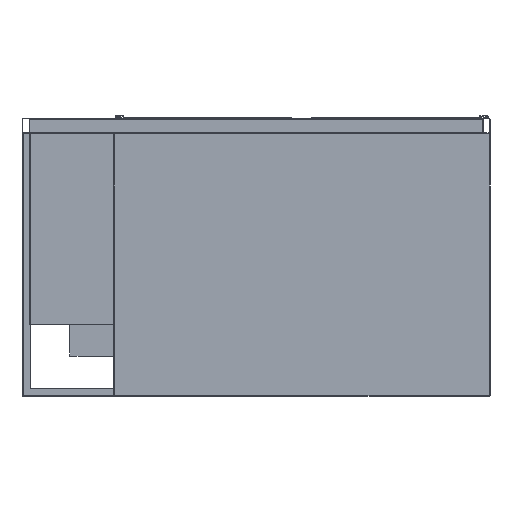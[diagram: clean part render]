
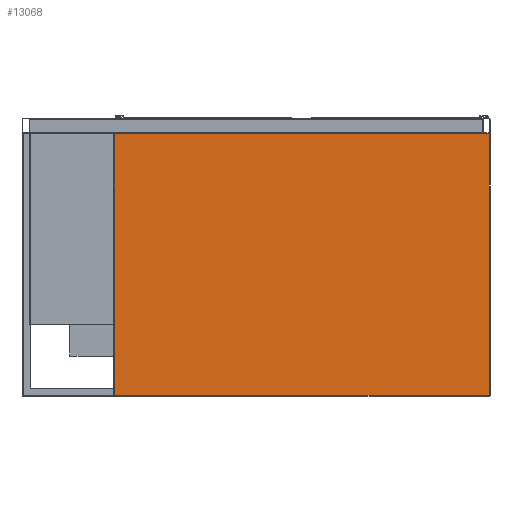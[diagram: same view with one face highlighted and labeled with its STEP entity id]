
A CAD part, front view. The second image highlights one B-rep face of the part: STEP entity #13068.
In plain terms, the highlighted planar face has unit normal (0, -1, 0).
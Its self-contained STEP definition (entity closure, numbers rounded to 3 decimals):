
#493 = DIRECTION ( 'NONE',  ( 1., 0., 0. ) ) ;
#747 = EDGE_CURVE ( 'NONE', #6523, #2434, #10679, .T. ) ;
#1812 = CARTESIAN_POINT ( 'NONE',  ( 513., -325., -760. ) ) ;
#2434 = VERTEX_POINT ( 'NONE', #13637 ) ;
#3263 = DIRECTION ( 'NONE',  ( 0., 0., -1. ) ) ;
#3287 = DIRECTION ( 'NONE',  ( -1., 0., 0. ) ) ;
#3384 = CARTESIAN_POINT ( 'NONE',  ( -515., -325., -758. ) ) ;
#5169 = LINE ( 'NONE', #3384, #18643 ) ;
#5295 = CARTESIAN_POINT ( 'NONE',  ( -513., -325., -758. ) ) ;
#6366 = LINE ( 'NONE', #7306, #9433 ) ;
#6523 = VERTEX_POINT ( 'NONE', #10582 ) ;
#7306 = CARTESIAN_POINT ( 'NONE',  ( -515., -325., -42. ) ) ;
#7654 = CARTESIAN_POINT ( 'NONE',  ( -515., -325., -760. ) ) ;
#8552 = CARTESIAN_POINT ( 'NONE',  ( -513., -325., -42. ) ) ;
#9433 = VECTOR ( 'NONE', #3287, 1000. ) ;
#9785 = CARTESIAN_POINT ( 'NONE',  ( -513., -325., -760. ) ) ;
#9967 = LINE ( 'NONE', #9785, #12613 ) ;
#10445 = VERTEX_POINT ( 'NONE', #5295 ) ;
#10582 = CARTESIAN_POINT ( 'NONE',  ( 513., -325., -758. ) ) ;
#10679 = LINE ( 'NONE', #1812, #11954 ) ;
#10872 = DIRECTION ( 'NONE',  ( 0., 0., 1. ) ) ;
#11068 = EDGE_LOOP ( 'NONE', ( #11629, #15528, #12882, #12746 ) ) ;
#11629 = ORIENTED_EDGE ( 'NONE', *, *, #12433, .T. ) ;
#11954 = VECTOR ( 'NONE', #10872, 1000. ) ;
#11984 = AXIS2_PLACEMENT_3D ( 'NONE', #7654, #13723, #3263 ) ;
#12433 = EDGE_CURVE ( 'NONE', #2434, #18329, #6366, .T. ) ;
#12613 = VECTOR ( 'NONE', #17544, 1000. ) ;
#12670 = EDGE_CURVE ( 'NONE', #18329, #10445, #9967, .T. ) ;
#12746 = ORIENTED_EDGE ( 'NONE', *, *, #747, .T. ) ;
#12882 = ORIENTED_EDGE ( 'NONE', *, *, #18181, .T. ) ;
#13068 = ADVANCED_FACE ( 'Fl�che8', ( #15234 ), #15134, .T. ) ;
#13637 = CARTESIAN_POINT ( 'NONE',  ( 513., -325., -42. ) ) ;
#13723 = DIRECTION ( 'NONE',  ( 0., -1., 0. ) ) ;
#15134 = PLANE ( 'NONE',  #11984 ) ;
#15234 = FACE_OUTER_BOUND ( 'NONE', #11068, .T. ) ;
#15528 = ORIENTED_EDGE ( 'NONE', *, *, #12670, .T. ) ;
#17544 = DIRECTION ( 'NONE',  ( 0., 0., -1. ) ) ;
#18181 = EDGE_CURVE ( 'NONE', #10445, #6523, #5169, .T. ) ;
#18329 = VERTEX_POINT ( 'NONE', #8552 ) ;
#18643 = VECTOR ( 'NONE', #493, 1000. ) ;
